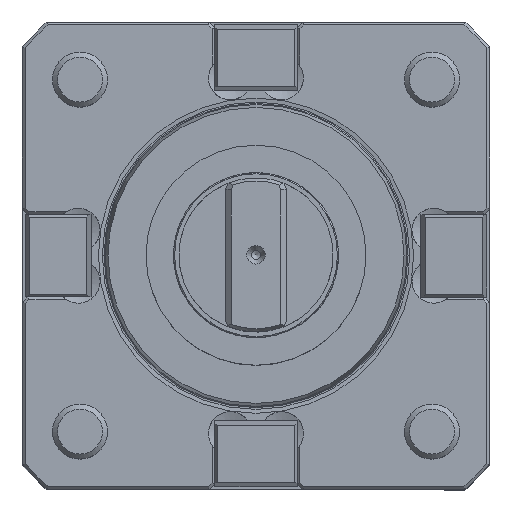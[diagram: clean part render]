
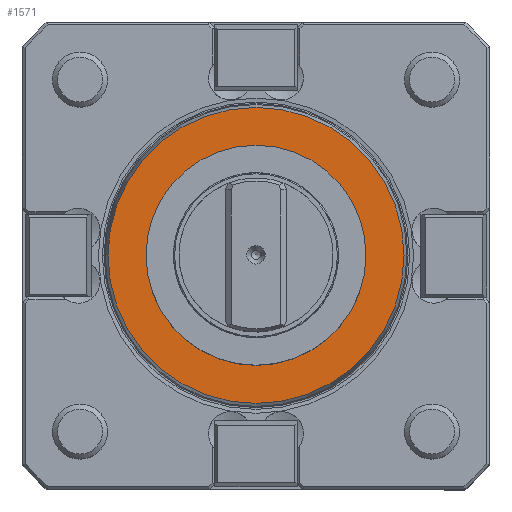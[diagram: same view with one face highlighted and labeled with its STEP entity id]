
A CAD part, top view. The second image highlights one B-rep face of the part: STEP entity #1571.
In plain terms, the highlighted planar face has unit normal (0, 0, 1).
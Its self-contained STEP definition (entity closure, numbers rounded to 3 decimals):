
#1174=FACE_BOUND('',#2359,.T.);
#1175=FACE_BOUND('',#2360,.T.);
#1571=ADVANCED_FACE('',(#1174,#1175),#1795,.T.);
#1795=PLANE('',#5912);
#2359=EDGE_LOOP('',(#3684));
#2360=EDGE_LOOP('',(#3685));
#3684=ORIENTED_EDGE('',*,*,#5080,.T.);
#3685=ORIENTED_EDGE('',*,*,#5081,.F.);
#4376=VERTEX_POINT('',#9446);
#4377=VERTEX_POINT('',#9448);
#5080=EDGE_CURVE('',#4376,#4376,#5387,.T.);
#5081=EDGE_CURVE('',#4377,#4377,#5388,.T.);
#5387=CIRCLE('',#5910,20.);
#5388=CIRCLE('',#5911,26.914);
#5910=AXIS2_PLACEMENT_3D('',#9445,#7298,#7299);
#5911=AXIS2_PLACEMENT_3D('',#9447,#7300,#7301);
#5912=AXIS2_PLACEMENT_3D('',#9449,#7302,#7303);
#7298=DIRECTION('',(0.,0.,-1.));
#7299=DIRECTION('',(0.,1.,0.));
#7300=DIRECTION('',(0.,0.,-1.));
#7301=DIRECTION('',(0.,-1.,0.));
#7302=DIRECTION('',(0.,0.,1.));
#7303=DIRECTION('',(0.,-1.,0.));
#9445=CARTESIAN_POINT('',(0.,0.,30.));
#9446=CARTESIAN_POINT('',(0.,20.,30.));
#9447=CARTESIAN_POINT('',(0.,0.,30.));
#9448=CARTESIAN_POINT('',(0.,-26.914,30.));
#9449=CARTESIAN_POINT('',(0.,-26.914,30.));
